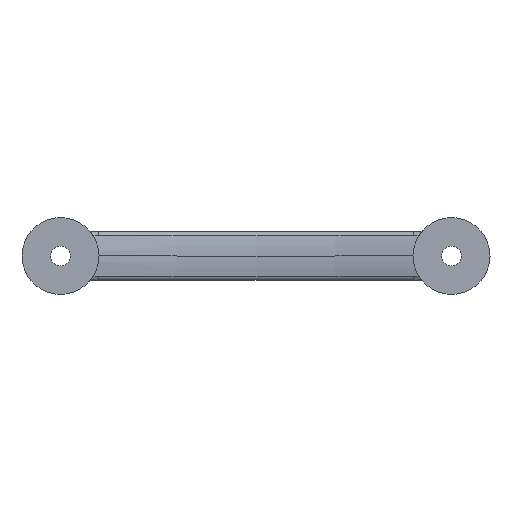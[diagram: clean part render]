
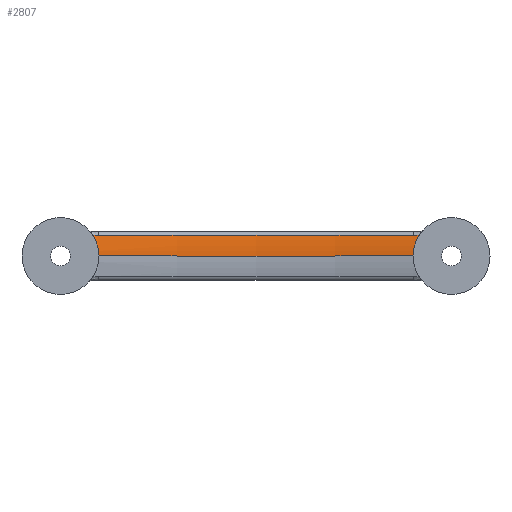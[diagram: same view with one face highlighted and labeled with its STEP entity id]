
A CAD part, front view. The second image highlights one B-rep face of the part: STEP entity #2807.
In plain terms, the highlighted toroidal (fillet/blend) face has major radius 553.5 mm and minor radius 50 mm.
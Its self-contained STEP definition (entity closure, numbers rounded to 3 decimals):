
#435 = B_SPLINE_CURVE_WITH_KNOTS ( 'NONE', 3,
 ( #437, #436, #537, #536, #490, #489, #488, #532, #531, #479, #478, #477 ),
 .UNSPECIFIED., .F., .F.,
 ( 4, 2, 2, 2, 2, 4 ),
 ( 0.002, 0.004, 0.007, 0.009, 0.011, 0.012 ),
 .UNSPECIFIED. ) ;
#436 = CARTESIAN_POINT ( 'NONE',  ( -74.345, 38.788, 8.927 ) ) ;
#437 = CARTESIAN_POINT ( 'NONE',  ( -74.848, 38.85, 9.617 ) ) ;
#446 = AXIS2_PLACEMENT_3D ( 'NONE', #524, #523, #522 ) ;
#447 = CIRCLE ( 'NONE', #446, 504.387 ) ;
#448 = CARTESIAN_POINT ( 'NONE',  ( 0., -460., 0. ) ) ;
#449 = FACE_OUTER_BOUND ( 'NONE', #2824, .T. ) ;
#451 = TOROIDAL_SURFACE ( 'NONE', #503, 553.5, 50. ) ;
#457 = B_SPLINE_CURVE_WITH_KNOTS ( 'NONE', 3,
 ( #566, #572, #597, #548, #585, #567, #561, #588, #603, #602, #539, #538 ),
 .UNSPECIFIED., .F., .F.,
 ( 4, 2, 2, 2, 2, 4 ),
 ( 0.002, 0.004, 0.007, 0.009, 0.011, 0.012 ),
 .UNSPECIFIED. ) ;
#477 = CARTESIAN_POINT ( 'NONE',  ( -71.689, 38.37, 0. ) ) ;
#478 = CARTESIAN_POINT ( 'NONE',  ( -71.689, 38.37, 0.43 ) ) ;
#479 = CARTESIAN_POINT ( 'NONE',  ( -71.707, 38.373, 0.865 ) ) ;
#486 = CARTESIAN_POINT ( 'NONE',  ( -74.848, 38.85, 9.617 ) ) ;
#488 = CARTESIAN_POINT ( 'NONE',  ( -72.034, 38.432, 3.419 ) ) ;
#489 = CARTESIAN_POINT ( 'NONE',  ( -72.236, 38.467, 4.248 ) ) ;
#490 = CARTESIAN_POINT ( 'NONE',  ( -72.774, 38.556, 5.875 ) ) ;
#491 = CARTESIAN_POINT ( 'NONE',  ( -72.75, 39.114, 9.375 ) ) ;
#492 = CARTESIAN_POINT ( 'NONE',  ( -71.695, 39.265, 9.375 ) ) ;
#493 = CARTESIAN_POINT ( 'NONE',  ( 74.848, 38.85, 9.617 ) ) ;
#494 = CARTESIAN_POINT ( 'NONE',  ( -71.695, 39.265, 9.375 ) ) ;
#495 = CARTESIAN_POINT ( 'NONE',  ( 71.695, 39.265, 9.375 ) ) ;
#496 = CARTESIAN_POINT ( 'NONE',  ( -71.689, 38.37, 0. ) ) ;
#500 = DIRECTION ( 'NONE',  ( -1., 0., 0. ) ) ;
#501 = DIRECTION ( 'NONE',  ( 0., 0., -1. ) ) ;
#502 = CARTESIAN_POINT ( 'NONE',  ( 0., -460., 0. ) ) ;
#503 = AXIS2_PLACEMENT_3D ( 'NONE', #502, #501, #500 ) ;
#518 = DIRECTION ( 'NONE',  ( -1., 0., 0. ) ) ;
#519 = DIRECTION ( 'NONE',  ( 0., 0., -1. ) ) ;
#520 = AXIS2_PLACEMENT_3D ( 'NONE', #448, #519, #518 ) ;
#521 = CIRCLE ( 'NONE', #520, 503.5 ) ;
#522 = DIRECTION ( 'NONE',  ( -1., 0., 0. ) ) ;
#523 = DIRECTION ( 'NONE',  ( 0., 0., 1. ) ) ;
#524 = CARTESIAN_POINT ( 'NONE',  ( 0., -460., 9.375 ) ) ;
#529 = CARTESIAN_POINT ( 'NONE',  ( -74.848, 38.85, 9.617 ) ) ;
#530 = CARTESIAN_POINT ( 'NONE',  ( -73.801, 38.975, 9.456 ) ) ;
#531 = CARTESIAN_POINT ( 'NONE',  ( -71.776, 38.386, 1.726 ) ) ;
#532 = CARTESIAN_POINT ( 'NONE',  ( -71.828, 38.395, 2.152 ) ) ;
#534 = B_SPLINE_CURVE_WITH_KNOTS ( 'NONE', 3,
 ( #492, #491, #530, #529 ),
 .UNSPECIFIED., .F., .F.,
 ( 4, 4 ),
 ( 0., 0.003 ),
 .UNSPECIFIED. ) ;
#536 = CARTESIAN_POINT ( 'NONE',  ( -73.111, 38.61, 6.678 ) ) ;
#537 = CARTESIAN_POINT ( 'NONE',  ( -73.897, 38.726, 8.201 ) ) ;
#538 = CARTESIAN_POINT ( 'NONE',  ( 71.689, 38.37, 0. ) ) ;
#539 = CARTESIAN_POINT ( 'NONE',  ( 71.689, 38.37, 0.43 ) ) ;
#548 = CARTESIAN_POINT ( 'NONE',  ( 73.111, 38.61, 6.678 ) ) ;
#561 = CARTESIAN_POINT ( 'NONE',  ( 72.034, 38.432, 3.419 ) ) ;
#566 = CARTESIAN_POINT ( 'NONE',  ( 74.848, 38.85, 9.617 ) ) ;
#567 = CARTESIAN_POINT ( 'NONE',  ( 72.236, 38.467, 4.248 ) ) ;
#572 = CARTESIAN_POINT ( 'NONE',  ( 74.345, 38.788, 8.927 ) ) ;
#585 = CARTESIAN_POINT ( 'NONE',  ( 72.774, 38.556, 5.875 ) ) ;
#586 = CARTESIAN_POINT ( 'NONE',  ( 71.689, 38.37, 0. ) ) ;
#587 = B_SPLINE_CURVE_WITH_KNOTS ( 'NONE', 3,
 ( #593, #601, #627, #626 ),
 .UNSPECIFIED., .F., .F.,
 ( 4, 4 ),
 ( 0., 0.003 ),
 .UNSPECIFIED. ) ;
#588 = CARTESIAN_POINT ( 'NONE',  ( 71.828, 38.395, 2.152 ) ) ;
#593 = CARTESIAN_POINT ( 'NONE',  ( 74.848, 38.85, 9.617 ) ) ;
#597 = CARTESIAN_POINT ( 'NONE',  ( 73.897, 38.726, 8.201 ) ) ;
#601 = CARTESIAN_POINT ( 'NONE',  ( 73.801, 38.975, 9.456 ) ) ;
#602 = CARTESIAN_POINT ( 'NONE',  ( 71.707, 38.373, 0.865 ) ) ;
#603 = CARTESIAN_POINT ( 'NONE',  ( 71.776, 38.386, 1.726 ) ) ;
#626 = CARTESIAN_POINT ( 'NONE',  ( 71.695, 39.265, 9.375 ) ) ;
#627 = CARTESIAN_POINT ( 'NONE',  ( 72.75, 39.114, 9.375 ) ) ;
#2795 = ORIENTED_EDGE ( 'NONE', *, *, #2834, .F. ) ;
#2797 = EDGE_CURVE ( 'NONE', #2800, #2820, #435, .T. ) ;
#2800 = VERTEX_POINT ( 'NONE', #486 ) ;
#2801 = ORIENTED_EDGE ( 'NONE', *, *, #2797, .T. ) ;
#2807 = ADVANCED_FACE ( 'NONE', ( #449 ), #451, .T. ) ;
#2820 = VERTEX_POINT ( 'NONE', #496 ) ;
#2822 = VERTEX_POINT ( 'NONE', #495 ) ;
#2823 = VERTEX_POINT ( 'NONE', #494 ) ;
#2824 = EDGE_LOOP ( 'NONE', ( #2801, #2827, #2795, #2837, #2830, #2839 ) ) ;
#2825 = VERTEX_POINT ( 'NONE', #493 ) ;
#2826 = EDGE_CURVE ( 'NONE', #2823, #2800, #534, .T. ) ;
#2827 = ORIENTED_EDGE ( 'NONE', *, *, #2831, .T. ) ;
#2829 = EDGE_CURVE ( 'NONE', #2822, #2823, #447, .T. ) ;
#2830 = ORIENTED_EDGE ( 'NONE', *, *, #2829, .T. ) ;
#2831 = EDGE_CURVE ( 'NONE', #2820, #2840, #521, .T. ) ;
#2834 = EDGE_CURVE ( 'NONE', #2825, #2840, #457, .T. ) ;
#2837 = ORIENTED_EDGE ( 'NONE', *, *, #2838, .T. ) ;
#2838 = EDGE_CURVE ( 'NONE', #2825, #2822, #587, .T. ) ;
#2839 = ORIENTED_EDGE ( 'NONE', *, *, #2826, .T. ) ;
#2840 = VERTEX_POINT ( 'NONE', #586 ) ;
